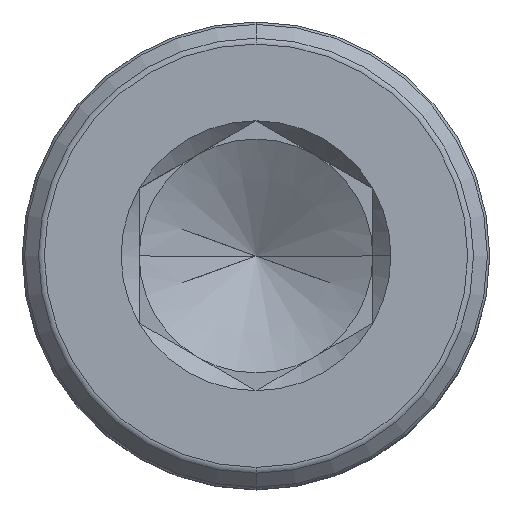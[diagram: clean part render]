
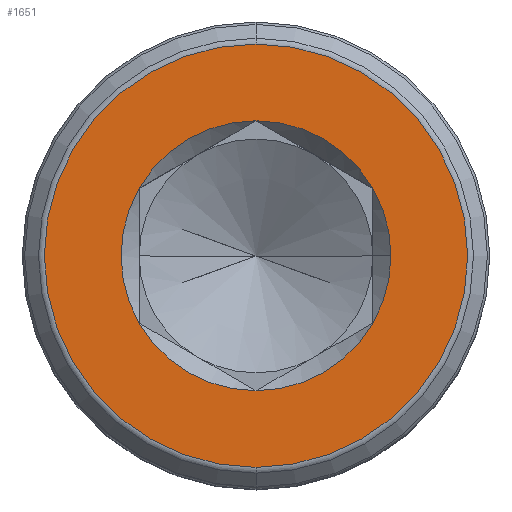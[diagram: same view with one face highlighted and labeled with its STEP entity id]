
A CAD part, top view. The second image highlights one B-rep face of the part: STEP entity #1651.
In plain terms, the highlighted planar face has unit normal (0, 0, 1).
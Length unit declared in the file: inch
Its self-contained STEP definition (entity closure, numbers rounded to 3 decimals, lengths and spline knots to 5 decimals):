
#111 = VERTEX_POINT ( 'NONE', #7211 ) ;
#128 = EDGE_CURVE ( 'NONE', #8486, #7687, #12428, .T. ) ;
#419 = DIRECTION ( 'NONE',  ( 0., 0., -1. ) ) ;
#555 = EDGE_CURVE ( 'NONE', #111, #8486, #10980, .T. ) ;
#1098 = CIRCLE ( 'NONE', #15183, 0.10825 ) ;
#1642 = AXIS2_PLACEMENT_3D ( 'NONE', #9432, #11269, #3995 ) ;
#1651 = ADVANCED_FACE ( 'NONE', ( #19875, #5186 ), #4181, .F. ) ;
#1708 = DIRECTION ( 'NONE',  ( 0., 0., 1. ) ) ;
#1918 = AXIS2_PLACEMENT_3D ( 'NONE', #20841, #419, #2486 ) ;
#1931 = EDGE_LOOP ( 'NONE', ( #17846, #4235, #12341, #13003, #10701, #22538, #16614 ) ) ;
#1958 = AXIS2_PLACEMENT_3D ( 'NONE', #17180, #9893, #22753 ) ;
#2095 = AXIS2_PLACEMENT_3D ( 'NONE', #8731, #15937, #4765 ) ;
#2486 = DIRECTION ( 'NONE',  ( 0., 1., 0. ) ) ;
#2492 = DIRECTION ( 'NONE',  ( 0., -1., 0. ) ) ;
#2860 = DIRECTION ( 'NONE',  ( 0., 0., 1. ) ) ;
#3322 = CARTESIAN_POINT ( 'NONE',  ( -0.09375, 0.05413, 2. ) ) ;
#3471 = ORIENTED_EDGE ( 'NONE', *, *, #14012, .T. ) ;
#3995 = DIRECTION ( 'NONE',  ( 1., 0., 0. ) ) ;
#4100 = DIRECTION ( 'NONE',  ( 0., 0., 1. ) ) ;
#4114 = AXIS2_PLACEMENT_3D ( 'NONE', #18293, #1708, #8983 ) ;
#4181 = PLANE ( 'NONE',  #1918 ) ;
#4188 = CARTESIAN_POINT ( 'NONE',  ( 0., 0., 2. ) ) ;
#4235 = ORIENTED_EDGE ( 'NONE', *, *, #20421, .F. ) ;
#4373 = DIRECTION ( 'NONE',  ( 0., 0., 1. ) ) ;
#4397 = CIRCLE ( 'NONE', #1958, 0.10825 ) ;
#4564 = DIRECTION ( 'NONE',  ( 1., 0., 0. ) ) ;
#4640 = VERTEX_POINT ( 'NONE', #9860 ) ;
#4765 = DIRECTION ( 'NONE',  ( 1., 0., 0. ) ) ;
#4901 = VERTEX_POINT ( 'NONE', #14764 ) ;
#5069 = VERTEX_POINT ( 'NONE', #20622 ) ;
#5186 = FACE_OUTER_BOUND ( 'NONE', #23427, .T. ) ;
#5415 = CIRCLE ( 'NONE', #2095, 0.10825 ) ;
#5682 = EDGE_CURVE ( 'NONE', #4901, #18852, #10052, .T. ) ;
#6136 = CARTESIAN_POINT ( 'NONE',  ( 0.09375, -0.05413, 2. ) ) ;
#6563 = CARTESIAN_POINT ( 'NONE',  ( 0., 0., 2. ) ) ;
#7211 = CARTESIAN_POINT ( 'NONE',  ( 0., 0.10825, 2. ) ) ;
#7687 = VERTEX_POINT ( 'NONE', #16625 ) ;
#8428 = CARTESIAN_POINT ( 'NONE',  ( 0., 0., 2. ) ) ;
#8486 = VERTEX_POINT ( 'NONE', #3322 ) ;
#8532 = DIRECTION ( 'NONE',  ( 0., 0., 1. ) ) ;
#8731 = CARTESIAN_POINT ( 'NONE',  ( 0., 0., 2. ) ) ;
#8983 = DIRECTION ( 'NONE',  ( 0., -1., 0. ) ) ;
#9308 = EDGE_CURVE ( 'NONE', #13592, #4640, #5415, .T. ) ;
#9432 = CARTESIAN_POINT ( 'NONE',  ( 0., 0., 2. ) ) ;
#9860 = CARTESIAN_POINT ( 'NONE',  ( 0.10825, 0., 2. ) ) ;
#9893 = DIRECTION ( 'NONE',  ( 0., 0., 1. ) ) ;
#10052 = CIRCLE ( 'NONE', #22899, 0.16978 ) ;
#10304 = EDGE_CURVE ( 'NONE', #4640, #18748, #1098, .T. ) ;
#10701 = ORIENTED_EDGE ( 'NONE', *, *, #20827, .F. ) ;
#10980 = CIRCLE ( 'NONE', #19664, 0.10825 ) ;
#11269 = DIRECTION ( 'NONE',  ( 0., 0., 1. ) ) ;
#11734 = CARTESIAN_POINT ( 'NONE',  ( 0.09375, 0.05413, 2. ) ) ;
#12341 = ORIENTED_EDGE ( 'NONE', *, *, #10304, .F. ) ;
#12428 = CIRCLE ( 'NONE', #14834, 0.10825 ) ;
#12521 = ORIENTED_EDGE ( 'NONE', *, *, #5682, .T. ) ;
#13003 = ORIENTED_EDGE ( 'NONE', *, *, #9308, .F. ) ;
#13592 = VERTEX_POINT ( 'NONE', #6136 ) ;
#13811 = DIRECTION ( 'NONE',  ( 1., 0., 0. ) ) ;
#14012 = EDGE_CURVE ( 'NONE', #18852, #4901, #22912, .T. ) ;
#14764 = CARTESIAN_POINT ( 'NONE',  ( 0., 0.16978, 2. ) ) ;
#14834 = AXIS2_PLACEMENT_3D ( 'NONE', #16212, #2860, #22143 ) ;
#15183 = AXIS2_PLACEMENT_3D ( 'NONE', #21415, #17545, #15591 ) ;
#15591 = DIRECTION ( 'NONE',  ( 1., 0., 0. ) ) ;
#15937 = DIRECTION ( 'NONE',  ( 0., 0., 1. ) ) ;
#16212 = CARTESIAN_POINT ( 'NONE',  ( 0., 0., 2. ) ) ;
#16614 = ORIENTED_EDGE ( 'NONE', *, *, #128, .F. ) ;
#16625 = CARTESIAN_POINT ( 'NONE',  ( -0.09375, -0.05413, 2. ) ) ;
#17180 = CARTESIAN_POINT ( 'NONE',  ( 0., 0., 2. ) ) ;
#17545 = DIRECTION ( 'NONE',  ( 0., 0., 1. ) ) ;
#17846 = ORIENTED_EDGE ( 'NONE', *, *, #555, .F. ) ;
#18293 = CARTESIAN_POINT ( 'NONE',  ( 0., 0., 2. ) ) ;
#18748 = VERTEX_POINT ( 'NONE', #11734 ) ;
#18852 = VERTEX_POINT ( 'NONE', #20902 ) ;
#19664 = AXIS2_PLACEMENT_3D ( 'NONE', #8428, #4373, #13811 ) ;
#19749 = CIRCLE ( 'NONE', #1642, 0.10825 ) ;
#19875 = FACE_BOUND ( 'NONE', #1931, .T. ) ;
#20421 = EDGE_CURVE ( 'NONE', #18748, #111, #19749, .T. ) ;
#20622 = CARTESIAN_POINT ( 'NONE',  ( 0., -0.10825, 2. ) ) ;
#20757 = AXIS2_PLACEMENT_3D ( 'NONE', #6563, #8532, #4564 ) ;
#20827 = EDGE_CURVE ( 'NONE', #5069, #13592, #4397, .T. ) ;
#20841 = CARTESIAN_POINT ( 'NONE',  ( 0., 0.16978, 2. ) ) ;
#20902 = CARTESIAN_POINT ( 'NONE',  ( 0., -0.16978, 2. ) ) ;
#20983 = EDGE_CURVE ( 'NONE', #7687, #5069, #22014, .T. ) ;
#21415 = CARTESIAN_POINT ( 'NONE',  ( 0., 0., 2. ) ) ;
#22014 = CIRCLE ( 'NONE', #20757, 0.10825 ) ;
#22143 = DIRECTION ( 'NONE',  ( 1., 0., 0. ) ) ;
#22538 = ORIENTED_EDGE ( 'NONE', *, *, #20983, .F. ) ;
#22753 = DIRECTION ( 'NONE',  ( 1., 0., 0. ) ) ;
#22899 = AXIS2_PLACEMENT_3D ( 'NONE', #4188, #4100, #2492 ) ;
#22912 = CIRCLE ( 'NONE', #4114, 0.16978 ) ;
#23427 = EDGE_LOOP ( 'NONE', ( #3471, #12521 ) ) ;
